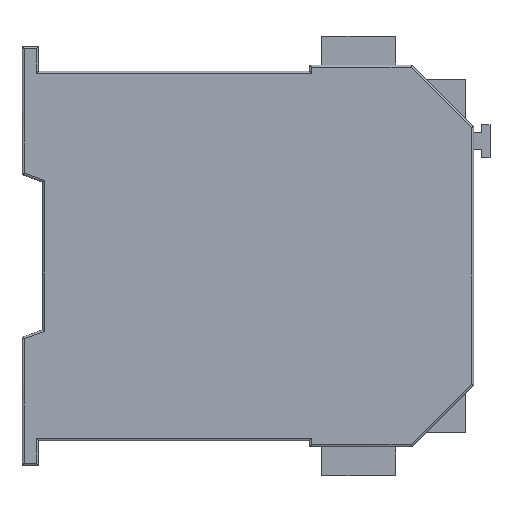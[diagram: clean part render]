
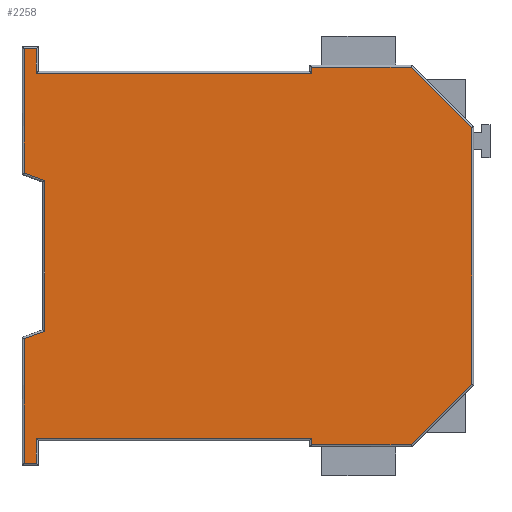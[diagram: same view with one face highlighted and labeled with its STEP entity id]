
A CAD part, top view. The second image highlights one B-rep face of the part: STEP entity #2258.
In plain terms, the highlighted planar face has unit normal (0, 0, 1).
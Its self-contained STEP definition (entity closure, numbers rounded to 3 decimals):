
#627=DIRECTION('',(0.,-1.,0.));
#628=VECTOR('',#627,30.33);
#629=CARTESIAN_POINT('',(0.5,-20.17,10.));
#630=LINE('',#629,#628);
#641=CARTESIAN_POINT('',(0.5,-50.5,10.));
#646=DIRECTION('',(-1.,0.,0.));
#647=VECTOR('',#646,3.);
#648=CARTESIAN_POINT('',(3.5,50.5,10.));
#649=LINE('',#648,#647);
#653=DIRECTION('',(0.,1.,0.));
#654=VECTOR('',#653,6.);
#655=CARTESIAN_POINT('',(3.5,44.5,10.));
#656=LINE('',#655,#654);
#660=DIRECTION('',(-1.,0.,0.));
#661=VECTOR('',#660,67.);
#662=CARTESIAN_POINT('',(70.5,44.5,10.));
#663=LINE('',#662,#661);
#667=DIRECTION('',(0.,-1.,0.));
#668=VECTOR('',#667,1.5);
#669=CARTESIAN_POINT('',(70.5,46.,10.));
#670=LINE('',#669,#668);
#674=DIRECTION('',(-1.,0.,0.));
#675=VECTOR('',#674,24.293);
#676=CARTESIAN_POINT('',(94.793,46.,10.));
#677=LINE('',#676,#675);
#681=DIRECTION('',(-0.707,0.707,0.));
#682=VECTOR('',#681,20.799);
#683=CARTESIAN_POINT('',(109.5,31.293,10.));
#684=LINE('',#683,#682);
#688=DIRECTION('',(0.,1.,0.));
#689=VECTOR('',#688,62.586);
#690=CARTESIAN_POINT('',(109.5,-31.293,10.));
#691=LINE('',#690,#689);
#695=DIRECTION('',(0.707,0.707,0.));
#696=VECTOR('',#695,20.799);
#697=CARTESIAN_POINT('',(94.793,-46.,10.));
#698=LINE('',#697,#696);
#702=DIRECTION('',(1.,0.,0.));
#703=VECTOR('',#702,24.293);
#704=CARTESIAN_POINT('',(70.5,-46.,10.));
#705=LINE('',#704,#703);
#709=DIRECTION('',(0.,-1.,0.));
#710=VECTOR('',#709,1.5);
#711=CARTESIAN_POINT('',(70.5,-44.5,10.));
#712=LINE('',#711,#710);
#716=DIRECTION('',(1.,0.,0.));
#717=VECTOR('',#716,67.);
#718=CARTESIAN_POINT('',(3.5,-44.5,10.));
#719=LINE('',#718,#717);
#723=DIRECTION('',(0.,1.,0.));
#724=VECTOR('',#723,6.);
#725=CARTESIAN_POINT('',(3.5,-50.5,10.));
#726=LINE('',#725,#724);
#730=DIRECTION('',(1.,0.,0.));
#731=VECTOR('',#730,3.);
#732=CARTESIAN_POINT('',(0.5,-50.5,10.));
#733=LINE('',#732,#731);
#737=DIRECTION('',(-0.94,-0.342,0.));
#738=VECTOR('',#737,5.321);
#739=CARTESIAN_POINT('',(5.5,-18.35,10.));
#740=LINE('',#739,#738);
#744=DIRECTION('',(0.,-1.,0.));
#745=VECTOR('',#744,36.7);
#746=CARTESIAN_POINT('',(5.5,18.35,10.));
#747=LINE('',#746,#745);
#751=DIRECTION('',(0.94,-0.342,0.));
#752=VECTOR('',#751,5.321);
#753=CARTESIAN_POINT('',(0.5,20.17,10.));
#754=LINE('',#753,#752);
#905=CARTESIAN_POINT('',(94.793,-46.,10.));
#1050=CARTESIAN_POINT('',(3.5,-50.5,10.));
#1062=CARTESIAN_POINT('',(3.5,-44.5,10.));
#1074=CARTESIAN_POINT('',(70.5,-44.5,10.));
#1153=CARTESIAN_POINT('',(0.5,-20.17,10.));
#1252=DIRECTION('',(0.,-1.,0.));
#1253=VECTOR('',#1252,30.33);
#1254=CARTESIAN_POINT('',(0.5,50.5,10.));
#1255=LINE('',#1254,#1253);
#1645=CARTESIAN_POINT('',(3.5,50.5,10.));
#1646=CARTESIAN_POINT('',(0.5,50.5,10.));
#1647=VERTEX_POINT('',#1645);
#1648=VERTEX_POINT('',#1646);
#1653=CARTESIAN_POINT('',(0.5,20.17,10.));
#1654=CARTESIAN_POINT('',(5.5,18.35,10.));
#1655=VERTEX_POINT('',#1653);
#1656=VERTEX_POINT('',#1654);
#1659=CARTESIAN_POINT('',(5.5,-18.35,10.));
#1660=VERTEX_POINT('',#1659);
#1665=CARTESIAN_POINT('',(109.5,-31.293,10.));
#1666=CARTESIAN_POINT('',(109.5,31.293,10.));
#1667=VERTEX_POINT('',#1665);
#1668=VERTEX_POINT('',#1666);
#1671=CARTESIAN_POINT('',(94.793,46.,10.));
#1672=VERTEX_POINT('',#1671);
#1675=CARTESIAN_POINT('',(70.5,46.,10.));
#1676=VERTEX_POINT('',#1675);
#1677=CARTESIAN_POINT('',(70.5,44.5,10.));
#1678=VERTEX_POINT('',#1677);
#1683=CARTESIAN_POINT('',(3.5,44.5,10.));
#1684=VERTEX_POINT('',#1683);
#1696=VERTEX_POINT('',#905);
#1698=VERTEX_POINT('',#1074);
#1700=VERTEX_POINT('',#1062);
#1702=VERTEX_POINT('',#1050);
#1704=VERTEX_POINT('',#641);
#1706=VERTEX_POINT('',#1153);
#1717=CARTESIAN_POINT('',(70.5,-46.,10.));
#1718=VERTEX_POINT('',#1717);
#2219=CARTESIAN_POINT('',(0.,0.,10.));
#2220=DIRECTION('',(0.,0.,1.));
#2221=DIRECTION('',(1.,0.,0.));
#2222=AXIS2_PLACEMENT_3D('',#2219,#2220,#2221);
#2223=PLANE('',#2222);
#2224=ORIENTED_EDGE('',*,*,#1885,.F.);
#2225=ORIENTED_EDGE('',*,*,#1900,.F.);
#2226=ORIENTED_EDGE('',*,*,#1915,.F.);
#2228=ORIENTED_EDGE('',*,*,#2227,.F.);
#2230=ORIENTED_EDGE('',*,*,#2229,.F.);
#2232=ORIENTED_EDGE('',*,*,#2231,.F.);
#2234=ORIENTED_EDGE('',*,*,#2233,.F.);
#2236=ORIENTED_EDGE('',*,*,#2235,.F.);
#2238=ORIENTED_EDGE('',*,*,#2237,.F.);
#2240=ORIENTED_EDGE('',*,*,#2239,.F.);
#2242=ORIENTED_EDGE('',*,*,#2241,.F.);
#2244=ORIENTED_EDGE('',*,*,#2243,.F.);
#2246=ORIENTED_EDGE('',*,*,#2245,.F.);
#2247=ORIENTED_EDGE('',*,*,#2209,.F.);
#2249=ORIENTED_EDGE('',*,*,#2248,.F.);
#2251=ORIENTED_EDGE('',*,*,#2250,.F.);
#2253=ORIENTED_EDGE('',*,*,#2252,.F.);
#2255=ORIENTED_EDGE('',*,*,#2254,.F.);
#2256=EDGE_LOOP('',(#2224,#2225,#2226,#2228,#2230,#2232,#2234,#2236,#2238,#2240,
#2242,#2244,#2246,#2247,#2249,#2251,#2253,#2255));
#2257=FACE_OUTER_BOUND('',#2256,.F.);
#2258=ADVANCED_FACE('',(#2257),#2223,.T.);
#1885=EDGE_CURVE('',#1647,#1648,#649,.T.);
#1900=EDGE_CURVE('',#1684,#1647,#656,.T.);
#1915=EDGE_CURVE('',#1678,#1684,#663,.T.);
#2209=EDGE_CURVE('',#1706,#1704,#630,.T.);
#2227=EDGE_CURVE('',#1676,#1678,#670,.T.);
#2229=EDGE_CURVE('',#1672,#1676,#677,.T.);
#2231=EDGE_CURVE('',#1668,#1672,#684,.T.);
#2233=EDGE_CURVE('',#1667,#1668,#691,.T.);
#2235=EDGE_CURVE('',#1696,#1667,#698,.T.);
#2237=EDGE_CURVE('',#1718,#1696,#705,.T.);
#2239=EDGE_CURVE('',#1698,#1718,#712,.T.);
#2241=EDGE_CURVE('',#1700,#1698,#719,.T.);
#2243=EDGE_CURVE('',#1702,#1700,#726,.T.);
#2245=EDGE_CURVE('',#1704,#1702,#733,.T.);
#2248=EDGE_CURVE('',#1660,#1706,#740,.T.);
#2250=EDGE_CURVE('',#1656,#1660,#747,.T.);
#2252=EDGE_CURVE('',#1655,#1656,#754,.T.);
#2254=EDGE_CURVE('',#1648,#1655,#1255,.T.);
